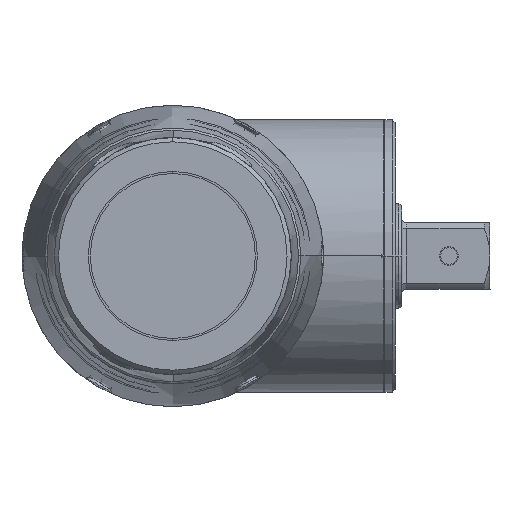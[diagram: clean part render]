
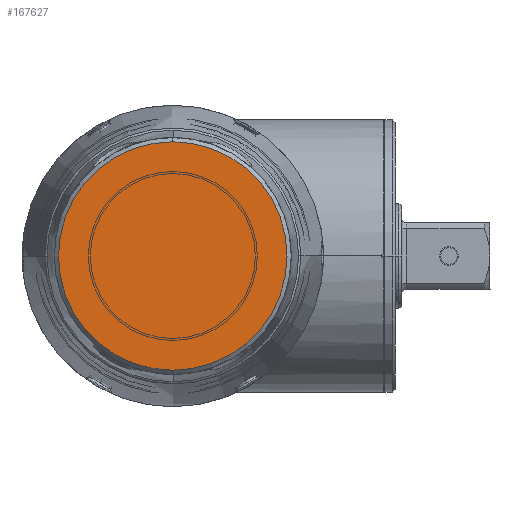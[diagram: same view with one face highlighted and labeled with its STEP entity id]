
A CAD part, left-side view. The second image highlights one B-rep face of the part: STEP entity #167627.
In plain terms, the highlighted planar face has unit normal (-1, 0, 0).
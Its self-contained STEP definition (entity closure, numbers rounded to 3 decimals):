
#57436=CARTESIAN_POINT('',(-53.472,0.,0.));
#57437=DIRECTION('',(-1.,0.,0.));
#57438=DIRECTION('',(0.,0.,-1.));
#57439=AXIS2_PLACEMENT_3D('',#57436,#57437,#57438);
#57450=CARTESIAN_POINT('',(-53.472,0.,0.));
#57451=DIRECTION('',(1.,0.,0.));
#57452=DIRECTION('',(0.,0.,-1.));
#57453=AXIS2_PLACEMENT_3D('',#57450,#57451,#57452);
#124173=CARTESIAN_POINT('',(-53.472,0.,-21.975));
#124174=CARTESIAN_POINT('',(-53.472,0.,21.975));
#124175=VERTEX_POINT('',#124173);
#124176=VERTEX_POINT('',#124174);
#167618=CARTESIAN_POINT('',(-53.472,0.,0.));
#167619=DIRECTION('',(-1.,0.,0.));
#167620=DIRECTION('',(0.,0.,1.));
#167621=AXIS2_PLACEMENT_3D('',#167618,#167619,#167620);
#167622=PLANE('',#167621);
#167623=ORIENTED_EDGE('',*,*,#167598,.F.);
#167624=ORIENTED_EDGE('',*,*,#167612,.T.);
#167625=EDGE_LOOP('',(#167623,#167624));
#167626=FACE_OUTER_BOUND('',#167625,.F.);
#167627=ADVANCED_FACE('',(#167626),#167622,.T.);
#57440=CIRCLE('',#57439,21.975);
#57454=CIRCLE('',#57453,21.975);
#167598=EDGE_CURVE('',#124175,#124176,#57440,.T.);
#167612=EDGE_CURVE('',#124175,#124176,#57454,.T.);
